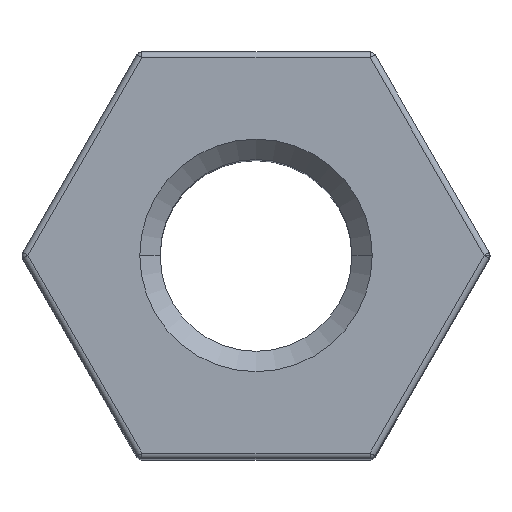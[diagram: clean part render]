
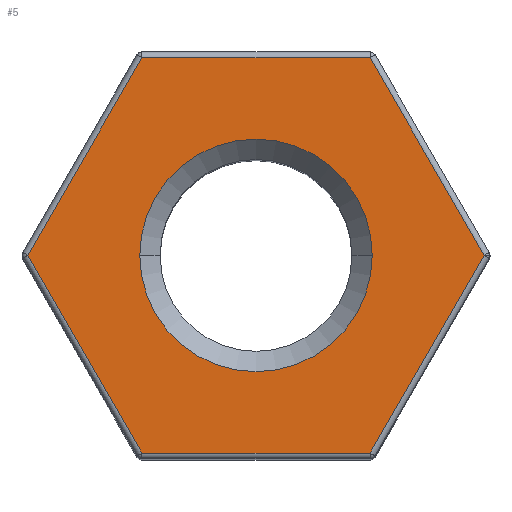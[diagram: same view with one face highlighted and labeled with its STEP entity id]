
A CAD part, top view. The second image highlights one B-rep face of the part: STEP entity #5.
In plain terms, the highlighted planar face has unit normal (0, 0, 1).
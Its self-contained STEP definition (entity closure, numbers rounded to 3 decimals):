
#4 = CARTESIAN_POINT ( 'NONE',  ( -1.963, 3.4, 12. ) ) ;
#5 = ADVANCED_FACE ( 'NONE', ( #907, #1122 ), #885, .T. ) ;
#72 = LINE ( 'NONE', #76, #1088 ) ;
#76 = CARTESIAN_POINT ( 'NONE',  ( 3.955, 0.05, 12. ) ) ;
#87 = DIRECTION ( 'NONE',  ( 0., 0., -1. ) ) ;
#94 = CARTESIAN_POINT ( 'NONE',  ( 3.926, 0., 12. ) ) ;
#119 = ORIENTED_EDGE ( 'NONE', *, *, #1095, .T. ) ;
#148 = LINE ( 'NONE', #1227, #681 ) ;
#150 = VERTEX_POINT ( 'NONE', #159 ) ;
#152 = ORIENTED_EDGE ( 'NONE', *, *, #1079, .T. ) ;
#154 = ORIENTED_EDGE ( 'NONE', *, *, #1097, .T. ) ;
#156 = CARTESIAN_POINT ( 'NONE',  ( 1.963, 3.4, 12. ) ) ;
#159 = CARTESIAN_POINT ( 'NONE',  ( 2., 0., 12. ) ) ;
#167 = CARTESIAN_POINT ( 'NONE',  ( 1.963, -3.4, 12. ) ) ;
#193 = DIRECTION ( 'NONE',  ( -0.5, 0.866, 0. ) ) ;
#201 = VERTEX_POINT ( 'NONE', #156 ) ;
#205 = VERTEX_POINT ( 'NONE', #384 ) ;
#237 = VERTEX_POINT ( 'NONE', #167 ) ;
#241 = EDGE_LOOP ( 'NONE', ( #395, #154 ) ) ;
#261 = VERTEX_POINT ( 'NONE', #94 ) ;
#280 = CIRCLE ( 'NONE', #990, 2. ) ;
#291 = DIRECTION ( 'NONE',  ( 1., 0., 0. ) ) ;
#335 = VECTOR ( 'NONE', #193, 1000. ) ;
#384 = CARTESIAN_POINT ( 'NONE',  ( -1.963, -3.4, 12. ) ) ;
#395 = ORIENTED_EDGE ( 'NONE', *, *, #639, .T. ) ;
#433 = VERTEX_POINT ( 'NONE', #520 ) ;
#460 = AXIS2_PLACEMENT_3D ( 'NONE', #974, #943, #784 ) ;
#510 = LINE ( 'NONE', #554, #991 ) ;
#511 = VERTEX_POINT ( 'NONE', #4 ) ;
#520 = CARTESIAN_POINT ( 'NONE',  ( -3.926, 0., 12. ) ) ;
#554 = CARTESIAN_POINT ( 'NONE',  ( -2.021, 3.4, 12. ) ) ;
#557 = DIRECTION ( 'NONE',  ( -0.5, -0.866, 0. ) ) ;
#560 = AXIS2_PLACEMENT_3D ( 'NONE', #692, #87, #772 ) ;
#580 = DIRECTION ( 'NONE',  ( 0., 0., -1. ) ) ;
#611 = EDGE_LOOP ( 'NONE', ( #846, #812, #632, #152, #1125, #119 ) ) ;
#632 = ORIENTED_EDGE ( 'NONE', *, *, #1076, .T. ) ;
#639 = EDGE_CURVE ( 'NONE', #150, #965, #280, .T. ) ;
#657 = LINE ( 'NONE', #684, #875 ) ;
#681 = VECTOR ( 'NONE', #762, 1000. ) ;
#684 = CARTESIAN_POINT ( 'NONE',  ( 2.021, -3.4, 12. ) ) ;
#692 = CARTESIAN_POINT ( 'NONE',  ( 0., 0., 12. ) ) ;
#762 = DIRECTION ( 'NONE',  ( 0.5, -0.866, 0. ) ) ;
#766 = DIRECTION ( 'NONE',  ( 0.5, 0.866, 0. ) ) ;
#772 = DIRECTION ( 'NONE',  ( 1., 0., 0. ) ) ;
#784 = DIRECTION ( 'NONE',  ( 1., 0., 0. ) ) ;
#812 = ORIENTED_EDGE ( 'NONE', *, *, #942, .T. ) ;
#839 = CIRCLE ( 'NONE', #560, 2. ) ;
#846 = ORIENTED_EDGE ( 'NONE', *, *, #930, .T. ) ;
#875 = VECTOR ( 'NONE', #291, 1000. ) ;
#881 = CARTESIAN_POINT ( 'NONE',  ( 1.934, 3.45, 12. ) ) ;
#885 = PLANE ( 'NONE',  #460 ) ;
#907 = FACE_OUTER_BOUND ( 'NONE', #611, .T. ) ;
#930 = EDGE_CURVE ( 'NONE', #201, #511, #510, .T. ) ;
#942 = EDGE_CURVE ( 'NONE', #511, #433, #962, .T. ) ;
#943 = DIRECTION ( 'NONE',  ( 0., 0., 1. ) ) ;
#962 = LINE ( 'NONE', #1126, #1200 ) ;
#965 = VERTEX_POINT ( 'NONE', #1211 ) ;
#974 = CARTESIAN_POINT ( 'NONE',  ( 4.041, 0., 12. ) ) ;
#990 = AXIS2_PLACEMENT_3D ( 'NONE', #1139, #580, #1219 ) ;
#991 = VECTOR ( 'NONE', #1207, 1000. ) ;
#1060 = LINE ( 'NONE', #881, #335 ) ;
#1076 = EDGE_CURVE ( 'NONE', #433, #205, #148, .T. ) ;
#1079 = EDGE_CURVE ( 'NONE', #205, #237, #657, .T. ) ;
#1084 = EDGE_CURVE ( 'NONE', #237, #261, #72, .T. ) ;
#1088 = VECTOR ( 'NONE', #766, 1000. ) ;
#1095 = EDGE_CURVE ( 'NONE', #261, #201, #1060, .T. ) ;
#1097 = EDGE_CURVE ( 'NONE', #965, #150, #839, .T. ) ;
#1122 = FACE_BOUND ( 'NONE', #241, .T. ) ;
#1125 = ORIENTED_EDGE ( 'NONE', *, *, #1084, .T. ) ;
#1126 = CARTESIAN_POINT ( 'NONE',  ( -3.955, -0.05, 12. ) ) ;
#1139 = CARTESIAN_POINT ( 'NONE',  ( 0., 0., 12. ) ) ;
#1200 = VECTOR ( 'NONE', #557, 1000. ) ;
#1207 = DIRECTION ( 'NONE',  ( -1., 0., 0. ) ) ;
#1211 = CARTESIAN_POINT ( 'NONE',  ( -2., 0., 12. ) ) ;
#1219 = DIRECTION ( 'NONE',  ( 1., 0., 0. ) ) ;
#1227 = CARTESIAN_POINT ( 'NONE',  ( -1.934, -3.45, 12. ) ) ;
